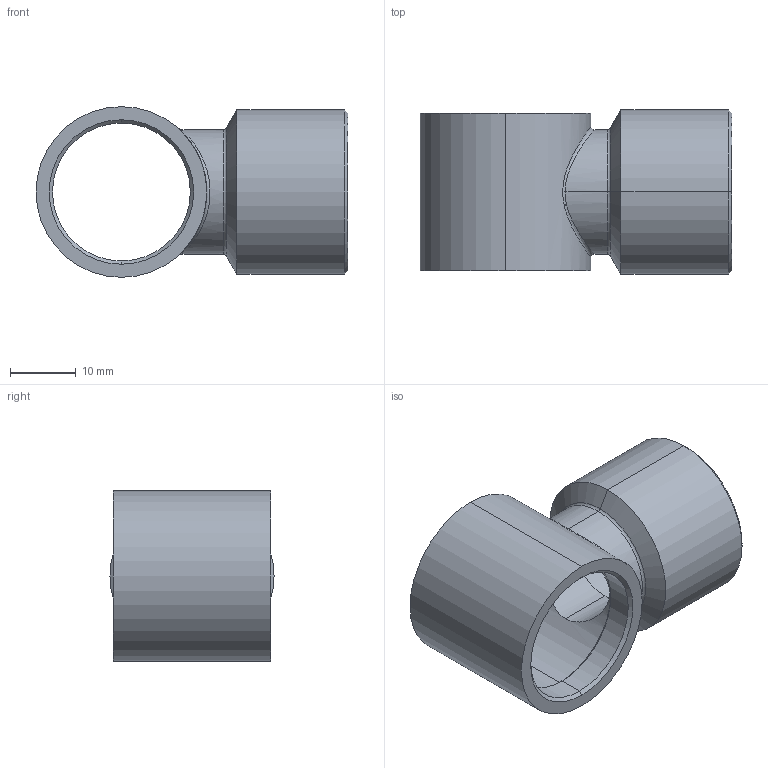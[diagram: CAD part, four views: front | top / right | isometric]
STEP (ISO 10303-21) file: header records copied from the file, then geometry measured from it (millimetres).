
FILE_DESCRIPTION (( 'STEP AP203' ), '1' );
FILE_NAME ('X5320004.STEP', '2011-10-25T12:00:27', ( 'SP' ), ( 'sopra-pneumatic' ), 'SwSTEP 2.0', 'SolidWorks 2011', '' );
FILE_SCHEMA (( 'CONFIG_CONTROL_DESIGN' ));
Length unit declared in the file: millimetre
Products named in the file (1): X5320004
Bounding box: 47.5 x 25 x 26 mm (x, y, z)
Volume: 7977.8 mm3; surface area: 6907.5 mm2
Topology: 1 solids, 1 shells, 39 faces, 82 edges, 46 vertices
Faces by surface type: cone 16, cylinder 16, plane 3, bspline 2, torus 2
Entity records: 1663 total; most frequent: CARTESIAN_POINT 740, DIRECTION 192, ORIENTED_EDGE 164, EDGE_CURVE 82, AXIS2_PLACEMENT_3D 80, VERTEX_POINT 46, EDGE_LOOP 44, CIRCLE 42
